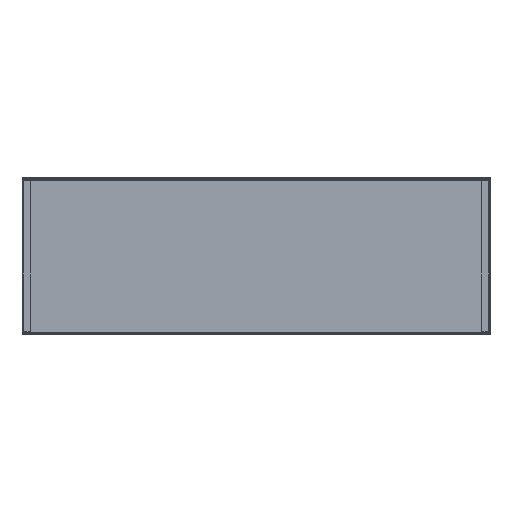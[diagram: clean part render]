
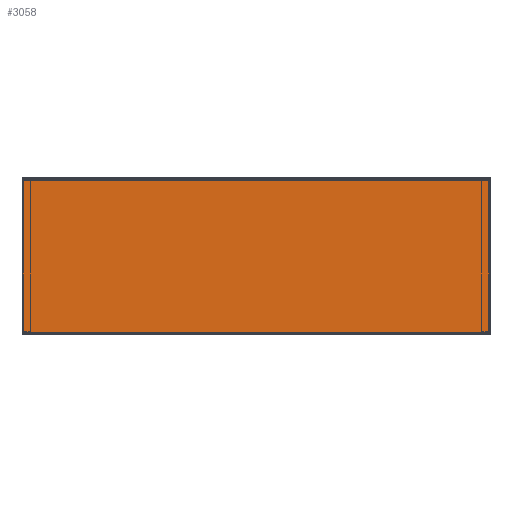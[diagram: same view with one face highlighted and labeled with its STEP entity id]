
A CAD part, left-side view. The second image highlights one B-rep face of the part: STEP entity #3058.
In plain terms, the highlighted planar face has unit normal (-1, 0, 0).
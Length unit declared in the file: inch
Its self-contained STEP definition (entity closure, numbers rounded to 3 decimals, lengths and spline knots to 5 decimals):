
#223 = CARTESIAN_POINT ( 'NONE',  ( -18., 18., 0.08553 ) ) ;
#231 = EDGE_LOOP ( 'NONE', ( #6888, #6429, #869, #5622 ) ) ;
#302 = VECTOR ( 'NONE', #6121, 39.37008 ) ;
#605 = CARTESIAN_POINT ( 'NONE',  ( -18., -18., 11.857 ) ) ;
#722 = DIRECTION ( 'NONE',  ( -1., 0., 0. ) ) ;
#724 = CARTESIAN_POINT ( 'NONE',  ( -18., 18., 11.857 ) ) ;
#862 = VERTEX_POINT ( 'NONE', #724 ) ;
#869 = ORIENTED_EDGE ( 'NONE', *, *, #3038, .T. ) ;
#1107 = VERTEX_POINT ( 'NONE', #2318 ) ;
#1147 = LINE ( 'NONE', #605, #5524 ) ;
#1369 = LINE ( 'NONE', #3035, #4717 ) ;
#1565 = EDGE_CURVE ( 'NONE', #862, #5407, #2847, .T. ) ;
#1811 = CARTESIAN_POINT ( 'NONE',  ( -18., -18., 0.095 ) ) ;
#1852 = DIRECTION ( 'NONE',  ( 0., 0., 1. ) ) ;
#1938 = VECTOR ( 'NONE', #4168, 39.37008 ) ;
#2172 = EDGE_CURVE ( 'NONE', #862, #1107, #1147, .T. ) ;
#2271 = EDGE_CURVE ( 'NONE', #4795, #5407, #1369, .T. ) ;
#2318 = CARTESIAN_POINT ( 'NONE',  ( -18., -18., 11.857 ) ) ;
#2847 = LINE ( 'NONE', #6012, #302 ) ;
#3035 = CARTESIAN_POINT ( 'NONE',  ( -18., -18., 0.143 ) ) ;
#3038 = EDGE_CURVE ( 'NONE', #4795, #1107, #3624, .T. ) ;
#3058 = ADVANCED_FACE ( 'NONE', ( #5298 ), #4129, .T. ) ;
#3623 = CARTESIAN_POINT ( 'NONE',  ( -18., 18., 0.143 ) ) ;
#3624 = LINE ( 'NONE', #1811, #1938 ) ;
#3995 = CARTESIAN_POINT ( 'NONE',  ( -18., -18., 0.143 ) ) ;
#4129 = PLANE ( 'NONE',  #5658 ) ;
#4168 = DIRECTION ( 'NONE',  ( 0., 0., 1. ) ) ;
#4717 = VECTOR ( 'NONE', #6838, 39.37008 ) ;
#4795 = VERTEX_POINT ( 'NONE', #3995 ) ;
#5298 = FACE_OUTER_BOUND ( 'NONE', #231, .T. ) ;
#5407 = VERTEX_POINT ( 'NONE', #3623 ) ;
#5524 = VECTOR ( 'NONE', #6192, 39.37008 ) ;
#5622 = ORIENTED_EDGE ( 'NONE', *, *, #2172, .F. ) ;
#5658 = AXIS2_PLACEMENT_3D ( 'NONE', #223, #722, #1852 ) ;
#6012 = CARTESIAN_POINT ( 'NONE',  ( -18., 18., 0.095 ) ) ;
#6121 = DIRECTION ( 'NONE',  ( 0., 0., -1. ) ) ;
#6192 = DIRECTION ( 'NONE',  ( 0., -1., 0. ) ) ;
#6429 = ORIENTED_EDGE ( 'NONE', *, *, #2271, .F. ) ;
#6838 = DIRECTION ( 'NONE',  ( 0., 1., 0. ) ) ;
#6888 = ORIENTED_EDGE ( 'NONE', *, *, #1565, .T. ) ;
